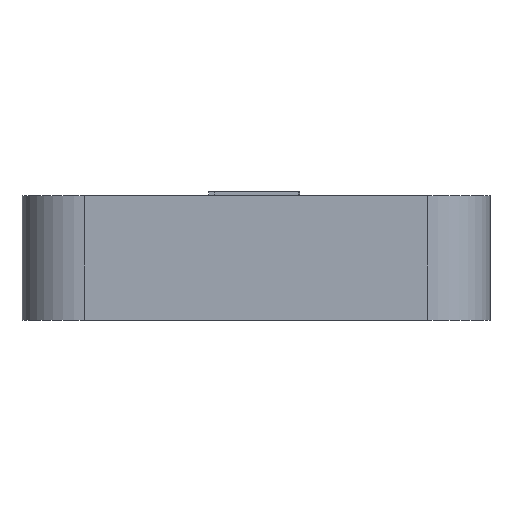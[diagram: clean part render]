
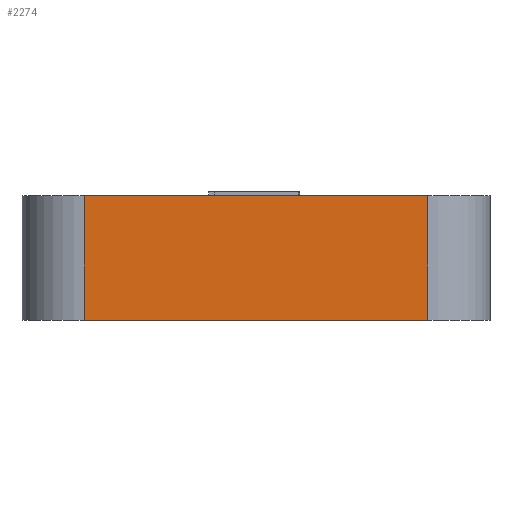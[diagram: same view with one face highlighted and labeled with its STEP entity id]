
A CAD part, left-side view. The second image highlights one B-rep face of the part: STEP entity #2274.
In plain terms, the highlighted planar face has unit normal (-1, 0, 0).
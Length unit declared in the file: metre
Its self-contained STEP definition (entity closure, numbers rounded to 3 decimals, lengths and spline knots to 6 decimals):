
#252=LINE('',#3081,#458);
#267=LINE('',#3126,#473);
#268=LINE('',#3128,#474);
#269=LINE('',#3130,#475);
#458=VECTOR('',#2541,1.);
#473=VECTOR('',#2566,1.);
#474=VECTOR('',#2567,1.);
#475=VECTOR('',#2568,1.);
#725=ORIENTED_EDGE('',*,*,#1394,.F.);
#726=ORIENTED_EDGE('',*,*,#1414,.T.);
#727=ORIENTED_EDGE('',*,*,#1415,.T.);
#728=ORIENTED_EDGE('',*,*,#1416,.T.);
#1394=EDGE_CURVE('',#1740,#1741,#252,.T.);
#1414=EDGE_CURVE('',#1740,#1757,#267,.T.);
#1415=EDGE_CURVE('',#1757,#1758,#268,.T.);
#1416=EDGE_CURVE('',#1758,#1741,#269,.F.);
#1740=VERTEX_POINT('',#3080);
#1741=VERTEX_POINT('',#3082);
#1757=VERTEX_POINT('',#3127);
#1758=VERTEX_POINT('',#3129);
#1925=EDGE_LOOP('',(#725,#726,#727,#728));
#2073=FACE_BOUND('',#1925,.T.);
#2212=PLANE('',#2424);
#2274=ADVANCED_FACE('',(#2073),#2212,.F.);
#2424=AXIS2_PLACEMENT_3D('',#3125,#2564,#2565);
#2541=DIRECTION('',(0.,-1.,0.));
#2564=DIRECTION('',(1.,0.,0.));
#2565=DIRECTION('',(0.,1.,0.));
#2566=DIRECTION('',(0.,0.,-1.));
#2567=DIRECTION('',(0.,-1.,0.));
#2568=DIRECTION('',(0.,0.,-1.));
#3080=CARTESIAN_POINT('',(-0.034925,0.034925,0.0254));
#3081=CARTESIAN_POINT('',(-0.034925,0.,0.0254));
#3082=CARTESIAN_POINT('',(-0.034925,-0.034925,0.0254));
#3125=CARTESIAN_POINT('',(-0.034925,0.,0.0254));
#3126=CARTESIAN_POINT('',(-0.034925,0.034925,0.0254));
#3127=CARTESIAN_POINT('',(-0.034925,0.034925,0.));
#3128=CARTESIAN_POINT('',(-0.034925,0.,0.));
#3129=CARTESIAN_POINT('',(-0.034925,-0.034925,0.));
#3130=CARTESIAN_POINT('',(-0.034925,-0.034925,0.0254));
